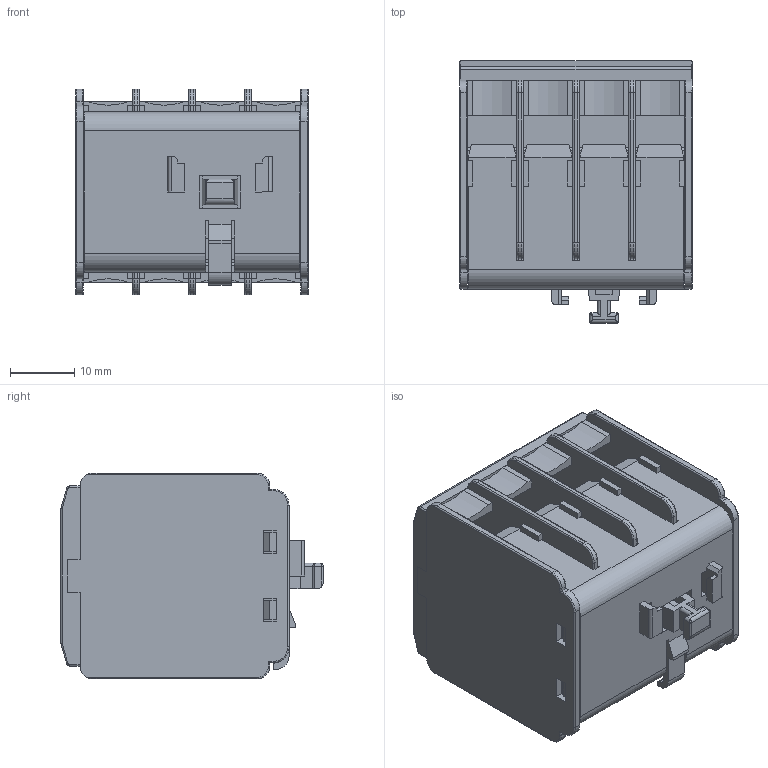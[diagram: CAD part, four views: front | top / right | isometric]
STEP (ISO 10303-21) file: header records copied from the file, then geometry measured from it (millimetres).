
FILE_DESCRIPTION(/* description */ (''),/* implementation_level */ '2;1');
FILE_NAME(/* name */ 'c_lzzmh022--_3d.stp',/* time_stamp */ '2020-04-06T14:04:59+02:00',/* author */ ('f.bogacz'),/* organization */ (''),/* preprocessor_version */ 'ST-DEVELOPER v17.2',/* originating_system */ 'AutoCAD Mechanical',/* authorisation */ '');
FILE_SCHEMA (('AUTOMOTIVE_DESIGN { 1 0 10303 214 3 1 1 }'));
Length unit declared in the file: millimetre
Products named in the file (7): Product; 1; 6; 4; LZZMH022--; 3; 2
Assembly tree (6 placements, depth 4):
  Product
    1
      6
      4
      LZZMH022--
        3
      2
Bounding box: 36.2 x 40.8 x 32 mm (x, y, z)
Volume: 15096.2 mm3; surface area: 27461.5 mm2
Topology: 4 solids, 4 shells, 1557 faces, 4291 edges, 2749 vertices
Faces by surface type: plane 1110, cylinder 343, torus 100, bspline 4
Entity records: 50027 total; most frequent: CARTESIAN_POINT 9578, ORIENTED_EDGE 8582, DIRECTION 8181, EDGE_CURVE 4291, LINE 3457, VECTOR 3457, VERTEX_POINT 2749, AXIS2_PLACEMENT_3D 2362
